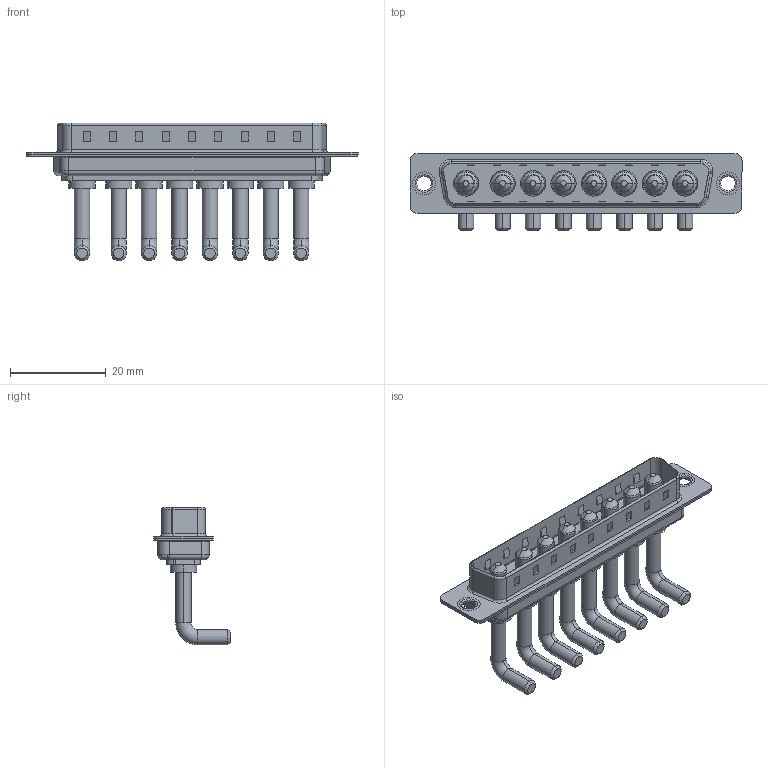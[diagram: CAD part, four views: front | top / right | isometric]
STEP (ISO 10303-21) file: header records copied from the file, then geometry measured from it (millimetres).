
FILE_DESCRIPTION (( 'STEP AP203' ), '1' );
FILE_NAME ('629-8W8-250-3T1.STEP', '2022-05-14T07:27:42', ( '' ), ( '' ), 'SwSTEP 2.0', 'SolidWorks 2020', '' );
FILE_SCHEMA (( 'CONFIG_CONTROL_DESIGN' ));
Length unit declared in the file: millimetre
Products named in the file (6): 629Combo Shell Front_37 Contacts; Power Pin_Ext 30A RA; 629Combo Thru Hole Rivet; 629Combo Shell Rear_37 Contacts; 629-8W8-250-3T1; 629Combo Housing_8W8
Assembly tree (13 placements, depth 2):
  629-8W8-250-3T1
    629Combo Housing_8W8
    629Combo Shell Rear_37 Contacts
    629Combo Shell Front_37 Contacts
    629Combo Thru Hole Rivet  x2
    Power Pin_Ext 30A RA  x8
Bounding box: 69.4 x 16.05 x 28.83 mm (x, y, z)
Volume: 5480.8 mm3; surface area: 10575.1 mm2
Topology: 21 solids, 21 shells, 730 faces, 1711 edges, 1058 vertices
Faces by surface type: cylinder 293, plane 283, torus 90, cone 56, bspline 8
Entity records: 14276 total; most frequent: DIRECTION 2420, CARTESIAN_POINT 2374, ORIENTED_EDGE 2218, EDGE_CURVE 1109, AXIS2_PLACEMENT_3D 871, VERTEX_POINT 698, VECTOR 678, LINE 678
